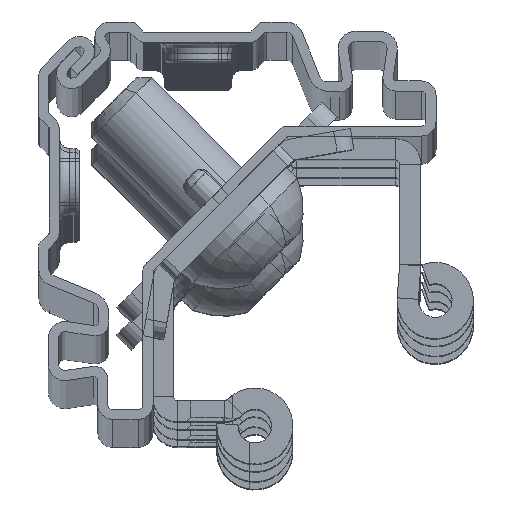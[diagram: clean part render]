
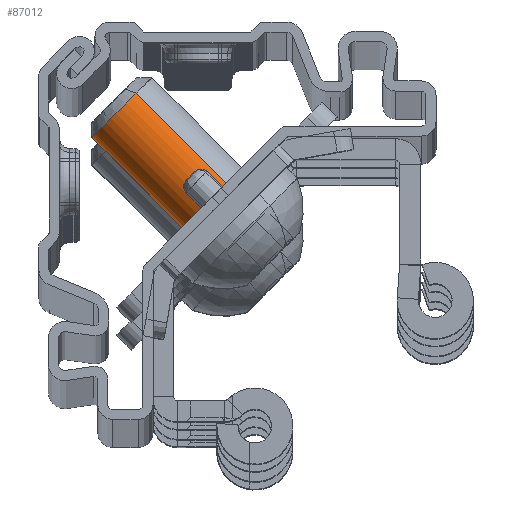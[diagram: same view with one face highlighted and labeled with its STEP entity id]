
A CAD part, top view. The second image highlights one B-rep face of the part: STEP entity #87012.
In plain terms, the highlighted cylindrical face has radius 5 mm (diameter 10 mm), a partial arc.
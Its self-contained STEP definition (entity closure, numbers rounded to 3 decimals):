
#86936=CARTESIAN_POINT('Vertex',(-4.388,1.25,-2.397)) ;
#86943=CARTESIAN_POINT('Vertex',(4.388,1.25,2.397)) ;
#86958=CARTESIAN_POINT('Axis2P3D Location',(0.,1.25,0.)) ;
#86970=CARTESIAN_POINT('Axis2P3D Location',(0.,13.25,0.)) ;
#86975=CARTESIAN_POINT('Line Origine',(-4.388,10.425,-2.397)) ;
#86979=CARTESIAN_POINT('Vertex',(-4.388,19.6,-2.397)) ;
#86982=CARTESIAN_POINT('Line Origine',(4.388,10.425,2.397)) ;
#86986=CARTESIAN_POINT('Vertex',(4.388,19.6,2.397)) ;
#87001=CARTESIAN_POINT('Axis2P3D Location',(0.,19.6,0.)) ;
#86959=DIRECTION('Axis2P3D Direction',(0.,1.,-0.)) ;
#86971=DIRECTION('Axis2P3D Direction',(0.,-1.,0.)) ;
#86972=DIRECTION('Axis2P3D XDirection',(-0.878,-0.,-0.479)) ;
#86976=DIRECTION('Vector Direction',(0.,-1.,0.)) ;
#86983=DIRECTION('Vector Direction',(0.,-1.,0.)) ;
#87002=DIRECTION('Axis2P3D Direction',(0.,-1.,0.)) ;
#86960=AXIS2_PLACEMENT_3D('Circle Axis2P3D',#86958,#86959,$) ;
#86973=AXIS2_PLACEMENT_3D('Cylinder Axis2P3D',#86970,#86971,#86972) ;
#87003=AXIS2_PLACEMENT_3D('Circle Axis2P3D',#87001,#87002,$) ;
#87007=ORIENTED_EDGE('',*,*,#86988,.T.) ;
#87008=ORIENTED_EDGE('',*,*,#86962,.F.) ;
#87009=ORIENTED_EDGE('',*,*,#86981,.F.) ;
#87010=ORIENTED_EDGE('',*,*,#87005,.T.) ;
#86977=VECTOR('Line Direction',#86976,1.) ;
#86984=VECTOR('Line Direction',#86983,1.) ;
#87012=ADVANCED_FACE('PartBody',(#87011),#86974,.T.) ;
#86961=CIRCLE('generated circle',#86960,5.) ;
#87004=CIRCLE('generated circle',#87003,5.) ;
#86974=CYLINDRICAL_SURFACE('generated cylinder',#86973,5.) ;
#86962=EDGE_CURVE('',#86937,#86944,#86961,.F.) ;
#86981=EDGE_CURVE('',#86980,#86937,#86978,.T.) ;
#86988=EDGE_CURVE('',#86987,#86944,#86985,.T.) ;
#87005=EDGE_CURVE('',#86980,#86987,#87004,.T.) ;
#87006=EDGE_LOOP('',(#87007,#87008,#87009,#87010)) ;
#87011=FACE_OUTER_BOUND('',#87006,.T.) ;
#86978=LINE('Line',#86975,#86977) ;
#86985=LINE('Line',#86982,#86984) ;
#86937=VERTEX_POINT('',#86936) ;
#86944=VERTEX_POINT('',#86943) ;
#86980=VERTEX_POINT('',#86979) ;
#86987=VERTEX_POINT('',#86986) ;
